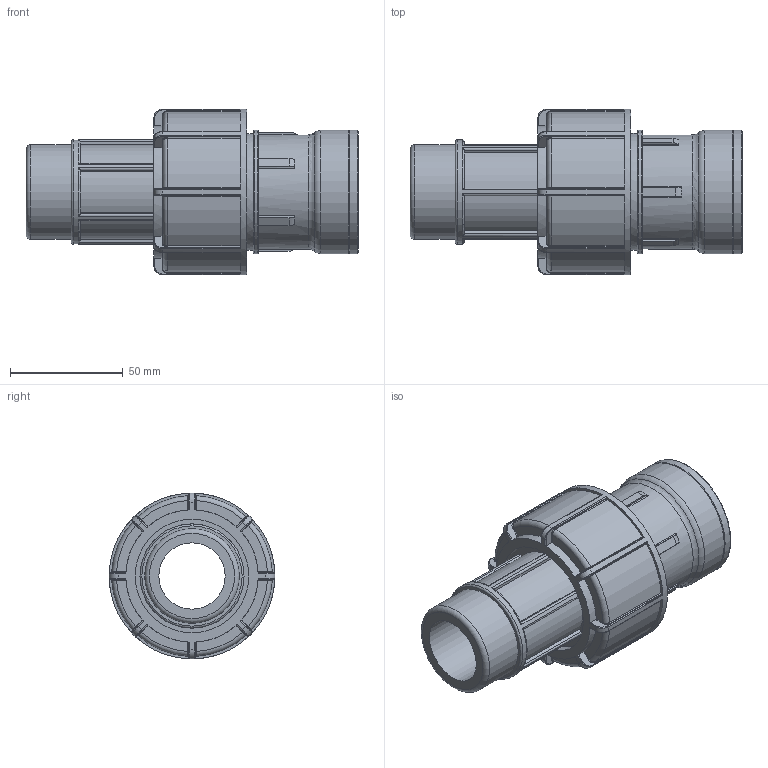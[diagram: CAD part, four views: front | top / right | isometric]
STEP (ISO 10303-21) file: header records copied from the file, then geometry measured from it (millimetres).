
FILE_DESCRIPTION(/* description */ ('PLASSON L.14 UNION ADAPTOR MALE/FEMALE (SILVER) 1.1/4"-1.1/4"'),/* implementation_level */ '2;1');
FILE_NAME(/* name */ '1403R0013013.ipt.stp',/* time_stamp */ '2018-04-09T13:03:22+03:00',/* author */ ('KIM'),/* organization */ (''),/* preprocessor_version */ 'ST-DEVELOPER v15.6',/* originating_system */ 'Autodesk Inventor 2015',/* authorisation */ '');
FILE_SCHEMA (('AUTOMOTIVE_DESIGN { 1 0 10303 214 3 1 1 }'));
Length unit declared in the file: millimetre
Products named in the file (1): 1403R0013013
Bounding box: 147 x 73.4 x 73.4 mm (x, y, z)
Volume: 235919.8 mm3; surface area: 49733.8 mm2
Topology: 1 solids, 1 shells, 267 faces, 713 edges, 455 vertices
Faces by surface type: cylinder 126, plane 77, bspline 33, torus 29, cone 2
Full cylindrical faces by diameter (mm): 29.337 x1, 38.952 x1, 41.91 x1, 46.101 x1, 50.292 x1, 50.638 x1, 51.806 x1, 54.533 x3, 73.4 x1
Entity records: 9525 total; most frequent: CARTESIAN_POINT 3135, ORIENTED_EDGE 1376, DIRECTION 1263, EDGE_CURVE 688, AXIS2_PLACEMENT_3D 492, VERTEX_POINT 450, EDGE_LOOP 296, LINE 279
